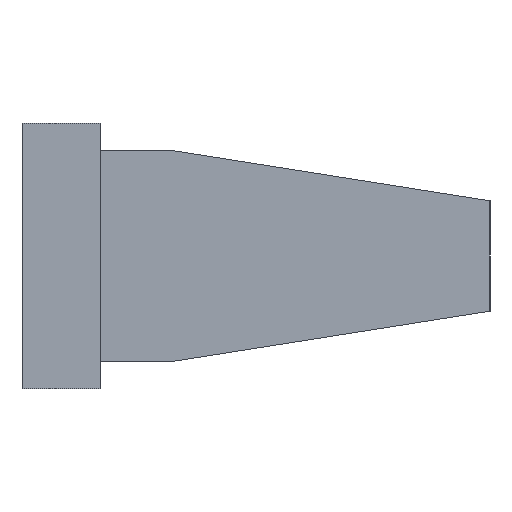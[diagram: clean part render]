
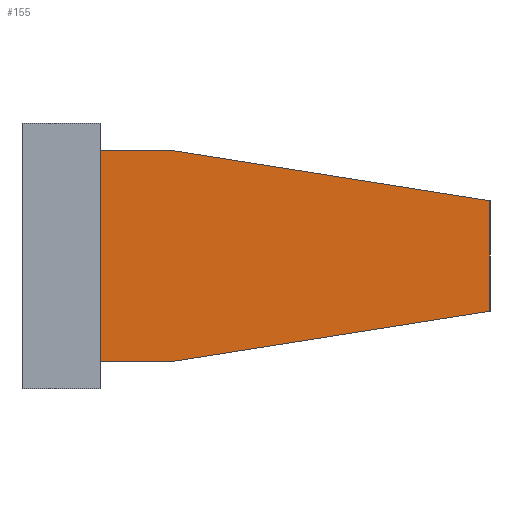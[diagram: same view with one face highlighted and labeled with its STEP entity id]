
A CAD part, left-side view. The second image highlights one B-rep face of the part: STEP entity #155.
In plain terms, the highlighted planar face has unit normal (-1, 0, 0).
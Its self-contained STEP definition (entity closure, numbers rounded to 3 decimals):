
#155=ADVANCED_FACE('',(#303),#229,.T.);
#229=PLANE('',#1676);
#303=FACE_OUTER_BOUND('',#377,.T.);
#377=EDGE_LOOP('',(#747,#748,#749,#750,#751,#752));
#747=ORIENTED_EDGE('',*,*,#1157,.T.);
#748=ORIENTED_EDGE('',*,*,#1079,.F.);
#749=ORIENTED_EDGE('',*,*,#998,.T.);
#750=ORIENTED_EDGE('',*,*,#1085,.T.);
#751=ORIENTED_EDGE('',*,*,#972,.F.);
#752=ORIENTED_EDGE('',*,*,#1160,.F.);
#826=VERTEX_POINT('',#2061);
#828=VERTEX_POINT('',#2065);
#853=VERTEX_POINT('',#2119);
#855=VERTEX_POINT('',#2122);
#911=VERTEX_POINT('',#2282);
#956=VERTEX_POINT('',#2434);
#972=EDGE_CURVE('',#828,#826,#1188,.T.);
#998=EDGE_CURVE('',#855,#853,#1214,.T.);
#1079=EDGE_CURVE('',#855,#911,#1295,.T.);
#1085=EDGE_CURVE('',#853,#826,#1301,.T.);
#1157=EDGE_CURVE('',#956,#911,#1373,.T.);
#1160=EDGE_CURVE('',#956,#828,#1376,.T.);
#1188=LINE('',#2066,#1404);
#1214=LINE('',#2121,#1430);
#1295=LINE('',#2281,#1511);
#1301=LINE('',#2292,#1517);
#1373=LINE('',#2433,#1589);
#1376=LINE('',#2439,#1592);
#1404=VECTOR('',#1697,1.);
#1430=VECTOR('',#1729,1.);
#1511=VECTOR('',#1856,1.);
#1517=VECTOR('',#1864,1.);
#1589=VECTOR('',#1992,1.);
#1592=VECTOR('',#1999,1.);
#1676=AXIS2_PLACEMENT_3D('',#2441,#2002,#2003);
#1697=DIRECTION('',(0.,0.988,-0.156));
#1729=DIRECTION('',(0.,0.,-1.));
#1856=DIRECTION('',(0.,-1.,0.));
#1864=DIRECTION('',(0.,-1.,0.));
#1992=DIRECTION('',(0.,0.988,0.156));
#1999=DIRECTION('',(0.,0.,-1.));
#2002=DIRECTION('',(-1.,0.,0.));
#2003=DIRECTION('',(0.,0.,1.));
#2061=CARTESIAN_POINT('',(-9.25,-1.947,0.35));
#2065=CARTESIAN_POINT('',(-9.25,-6.,0.992));
#2066=CARTESIAN_POINT('',(-9.25,-6.,0.992));
#2119=CARTESIAN_POINT('',(-9.25,-1.,0.35));
#2121=CARTESIAN_POINT('',(-9.25,-1.,2.408));
#2122=CARTESIAN_POINT('',(-9.25,-1.,3.05));
#2281=CARTESIAN_POINT('',(-9.25,-1.42,3.05));
#2282=CARTESIAN_POINT('',(-9.25,-1.947,3.05));
#2292=CARTESIAN_POINT('',(-9.25,-1.6,0.35));
#2433=CARTESIAN_POINT('',(-9.25,-6.,2.408));
#2434=CARTESIAN_POINT('',(-9.25,-6.,2.408));
#2439=CARTESIAN_POINT('',(-9.25,-6.,2.408));
#2441=CARTESIAN_POINT('',(-9.25,-6.,2.408));
